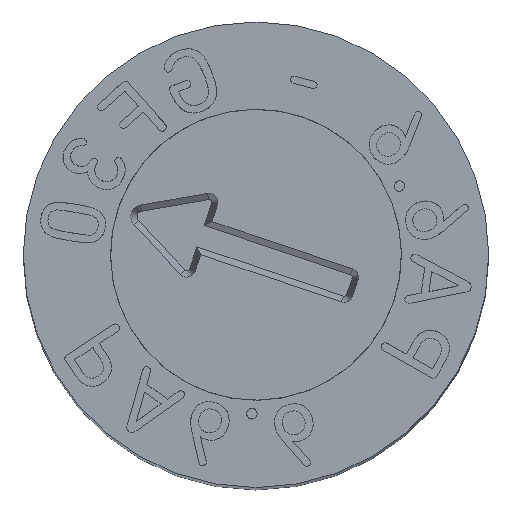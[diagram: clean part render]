
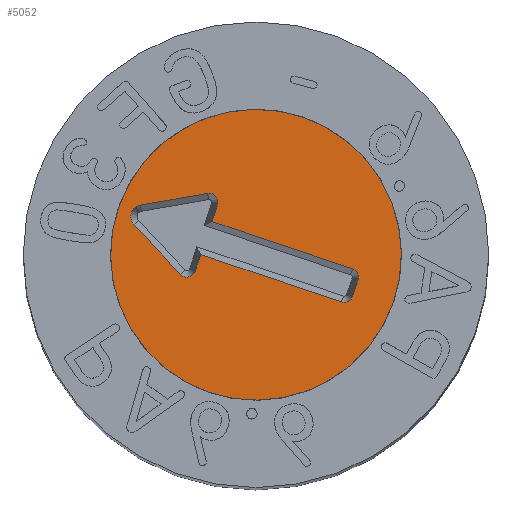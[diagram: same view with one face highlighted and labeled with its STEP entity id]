
A CAD part, top view. The second image highlights one B-rep face of the part: STEP entity #5052.
In plain terms, the highlighted planar face has unit normal (0, 0, 1).
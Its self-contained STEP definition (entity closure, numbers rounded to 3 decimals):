
#63=CIRCLE('',#5225,0.075);
#65=CIRCLE('',#5230,0.076);
#67=CIRCLE('',#5234,0.1);
#69=CIRCLE('',#5238,0.076);
#71=CIRCLE('',#5243,0.075);
#80=CIRCLE('',#5261,1.25);
#109=FACE_BOUND('',#796,.T.);
#207=PLANE('',#5262);
#487=FACE_OUTER_BOUND('',#795,.T.);
#795=EDGE_LOOP('',(#4597));
#796=EDGE_LOOP('',(#4598,#4599,#4600,#4601,#4602,#4603,#4604,#4605,#4606,
#4607,#4608,#4609));
#1152=LINE('',#9567,#1534);
#1155=LINE('',#9573,#1537);
#1159=LINE('',#9585,#1541);
#1163=LINE('',#9597,#1545);
#1167=LINE('',#9609,#1549);
#1170=LINE('',#9615,#1552);
#1174=LINE('',#9625,#1556);
#1534=VECTOR('',#5858,10.);
#1537=VECTOR('',#5863,10.);
#1541=VECTOR('',#5875,10.);
#1545=VECTOR('',#5887,10.);
#1549=VECTOR('',#5899,10.);
#1552=VECTOR('',#5904,10.);
#1556=VECTOR('',#5916,10.);
#2351=VERTEX_POINT('',#9558);
#2352=VERTEX_POINT('',#9560);
#2354=VERTEX_POINT('',#9566);
#2356=VERTEX_POINT('',#9572);
#2358=VERTEX_POINT('',#9578);
#2360=VERTEX_POINT('',#9584);
#2362=VERTEX_POINT('',#9590);
#2364=VERTEX_POINT('',#9596);
#2366=VERTEX_POINT('',#9602);
#2368=VERTEX_POINT('',#9608);
#2370=VERTEX_POINT('',#9614);
#2372=VERTEX_POINT('',#9620);
#2380=VERTEX_POINT('',#9652);
#3077=EDGE_CURVE('',#2352,#2351,#63,.T.);
#3080=EDGE_CURVE('',#2354,#2352,#1152,.T.);
#3083=EDGE_CURVE('',#2356,#2354,#1155,.T.);
#3086=EDGE_CURVE('',#2358,#2356,#65,.T.);
#3089=EDGE_CURVE('',#2360,#2358,#1159,.T.);
#3092=EDGE_CURVE('',#2362,#2360,#67,.T.);
#3095=EDGE_CURVE('',#2364,#2362,#1163,.T.);
#3098=EDGE_CURVE('',#2366,#2364,#69,.T.);
#3101=EDGE_CURVE('',#2368,#2366,#1167,.T.);
#3104=EDGE_CURVE('',#2370,#2368,#1170,.T.);
#3107=EDGE_CURVE('',#2372,#2370,#71,.T.);
#3110=EDGE_CURVE('',#2351,#2372,#1174,.T.);
#3122=EDGE_CURVE('',#2380,#2380,#80,.T.);
#4597=ORIENTED_EDGE('',*,*,#3122,.F.);
#4598=ORIENTED_EDGE('',*,*,#3077,.T.);
#4599=ORIENTED_EDGE('',*,*,#3110,.T.);
#4600=ORIENTED_EDGE('',*,*,#3107,.T.);
#4601=ORIENTED_EDGE('',*,*,#3104,.T.);
#4602=ORIENTED_EDGE('',*,*,#3101,.T.);
#4603=ORIENTED_EDGE('',*,*,#3098,.T.);
#4604=ORIENTED_EDGE('',*,*,#3095,.T.);
#4605=ORIENTED_EDGE('',*,*,#3092,.T.);
#4606=ORIENTED_EDGE('',*,*,#3089,.T.);
#4607=ORIENTED_EDGE('',*,*,#3086,.T.);
#4608=ORIENTED_EDGE('',*,*,#3083,.T.);
#4609=ORIENTED_EDGE('',*,*,#3080,.T.);
#5052=ADVANCED_FACE('',(#487,#109),#207,.F.);
#5225=AXIS2_PLACEMENT_3D('',#9561,#5852,#5853);
#5230=AXIS2_PLACEMENT_3D('',#9579,#5869,#5870);
#5234=AXIS2_PLACEMENT_3D('',#9591,#5881,#5882);
#5238=AXIS2_PLACEMENT_3D('',#9603,#5893,#5894);
#5243=AXIS2_PLACEMENT_3D('',#9621,#5910,#5911);
#5261=AXIS2_PLACEMENT_3D('',#9653,#5952,#5953);
#5262=AXIS2_PLACEMENT_3D('',#9655,#5955,#5956);
#5852=DIRECTION('center_axis',(0.,0.,-1.));
#5853=DIRECTION('ref_axis',(0.,-1.,0.));
#5858=DIRECTION('',(0.,1.,0.));
#5863=DIRECTION('',(1.,0.,0.));
#5869=DIRECTION('center_axis',(0.,0.,-1.));
#5870=DIRECTION('ref_axis',(0.,-1.,0.));
#5875=DIRECTION('',(-0.476,0.88,0.));
#5881=DIRECTION('center_axis',(0.,0.,-1.));
#5882=DIRECTION('ref_axis',(0.88,0.476,0.));
#5887=DIRECTION('',(-0.476,-0.88,0.));
#5893=DIRECTION('center_axis',(0.,0.,-1.));
#5894=DIRECTION('ref_axis',(-0.88,0.476,0.));
#5899=DIRECTION('',(1.,0.,0.));
#5904=DIRECTION('',(0.,-1.,0.));
#5910=DIRECTION('center_axis',(0.,0.,-1.));
#5911=DIRECTION('ref_axis',(-1.,0.,0.));
#5916=DIRECTION('',(1.,0.,0.));
#5952=DIRECTION('center_axis',(0.,0.,-1.));
#5953=DIRECTION('ref_axis',(-1.,0.,0.));
#5955=DIRECTION('center_axis',(0.,0.,-1.));
#5956=DIRECTION('ref_axis',(-1.,0.,0.));
#9558=CARTESIAN_POINT('',(-0.075,0.9,2.3));
#9560=CARTESIAN_POINT('',(-0.15,0.825,2.3));
#9561=CARTESIAN_POINT('Origin',(-0.075,0.825,2.3));
#9566=CARTESIAN_POINT('',(-0.15,-0.45,2.3));
#9567=CARTESIAN_POINT('',(-0.15,0.413,2.3));
#9572=CARTESIAN_POINT('',(-0.3,-0.45,2.3));
#9573=CARTESIAN_POINT('',(-0.075,-0.45,2.3));
#9578=CARTESIAN_POINT('',(-0.367,-0.562,2.3));
#9579=CARTESIAN_POINT('Origin',(-0.3,-0.526,2.3));
#9584=CARTESIAN_POINT('',(-0.088,-1.077,2.3));
#9585=CARTESIAN_POINT('',(-0.443,-0.421,2.3));
#9590=CARTESIAN_POINT('',(0.088,-1.077,2.3));
#9591=CARTESIAN_POINT('Origin',(0.,-1.03,
2.3));
#9596=CARTESIAN_POINT('',(0.367,-0.562,2.3));
#9597=CARTESIAN_POINT('',(0.303,-0.679,2.3));
#9602=CARTESIAN_POINT('',(0.3,-0.45,2.3));
#9603=CARTESIAN_POINT('Origin',(0.3,-0.526,2.3));
#9608=CARTESIAN_POINT('',(0.15,-0.45,2.3));
#9609=CARTESIAN_POINT('',(0.15,-0.45,2.3));
#9614=CARTESIAN_POINT('',(0.15,0.825,2.3));
#9615=CARTESIAN_POINT('',(0.15,-0.225,2.3));
#9620=CARTESIAN_POINT('',(0.075,0.9,2.3));
#9621=CARTESIAN_POINT('Origin',(0.075,0.825,2.3));
#9625=CARTESIAN_POINT('',(0.,0.9,2.3));
#9652=CARTESIAN_POINT('',(1.25,0.,2.3));
#9653=CARTESIAN_POINT('Origin',(0.,0.,2.3));
#9655=CARTESIAN_POINT('Origin',(0.,0.,2.3));
